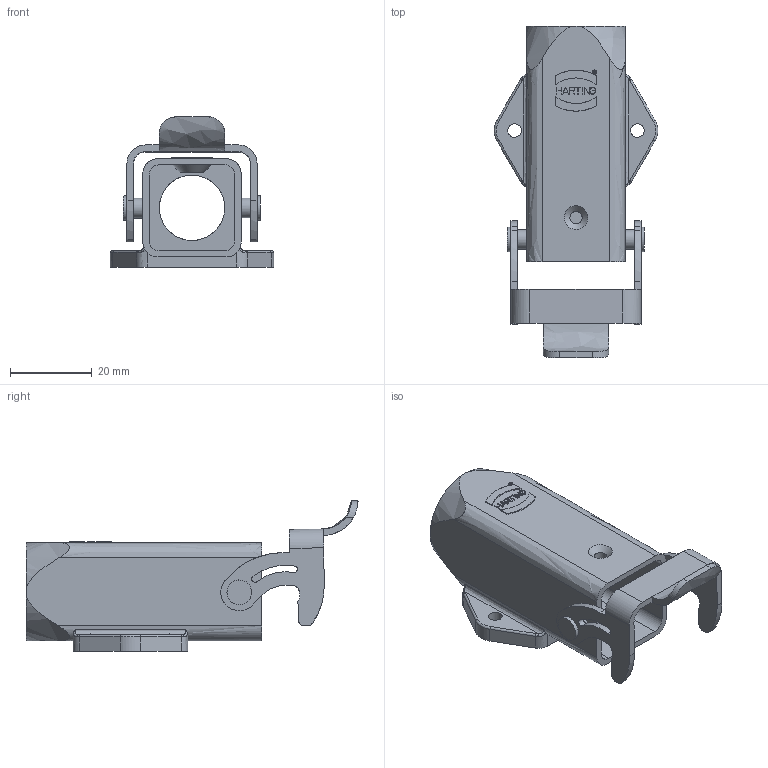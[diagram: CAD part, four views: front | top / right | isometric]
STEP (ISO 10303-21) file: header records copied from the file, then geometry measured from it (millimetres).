
FILE_DESCRIPTION(( 'HARTING HARTING HARTING HARTING HARTING HARTING HARTING HARTING HARTING', 'This Document is valid for Parts No. 19 62 003 1252'),'2;1');
FILE_NAME('MD_19620031252_RA.stp', '2010-04-01T08:11:56',('ITIS-4b'),('HARTING KGaA, D-32339 Espelkamp'), 'I-DEAS Master Series 10','HP-UNIX','Yes');
FILE_SCHEMA(('AUTOMOTIVE_DESIGN { 1 0 10303 214 1 1 1 1 }'));
Length unit declared in the file: millimetre
Products named in the file (1): MD 19 62 003 1252
Bounding box: 39.99 x 81.11 x 36.74 mm (x, y, z)
Volume: 14018.1 mm3; surface area: 13645.2 mm2
Topology: 1 solids, 1 shells, 246 faces, 640 edges, 419 vertices
Faces by surface type: bspline 246
Entity records: 8042 total; most frequent: CARTESIAN_POINT 3856, ORIENTED_EDGE 1280, EDGE_CURVE 640, VERTEX_POINT 419, OVER_RIDING_STYLED_ITEM 383, EDGE_LOOP 281, QUASI_UNIFORM_CURVE 270, FACE_OUTER_BOUND 246
